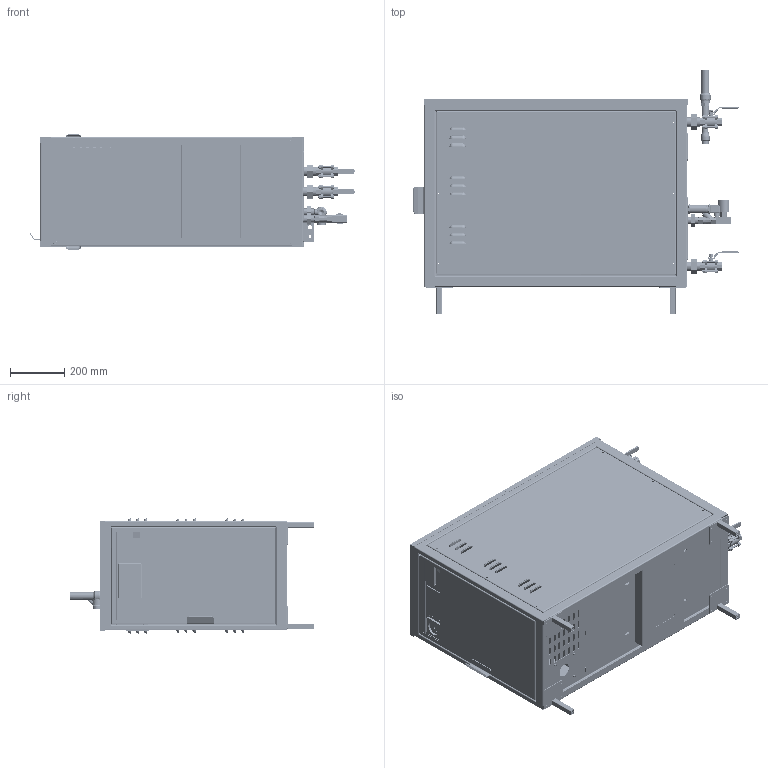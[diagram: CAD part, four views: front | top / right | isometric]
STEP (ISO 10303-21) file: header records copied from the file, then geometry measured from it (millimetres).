
FILE_DESCRIPTION (( 'STEP AP214' ), '1' );
FILE_NAME ('PS300 0-4bar komplett.STEP', '2020-03-10T06:50:54', ( '' ), ( '' ), 'SwSTEP 2.0', 'SolidWorks 2017', '' );
FILE_SCHEMA (( 'AUTOMOTIVE_DESIGN' ));
Length unit declared in the file: millimetre
Products named in the file (1): PS300 0-4bar komplett
Bounding box: 1200.45 x 900.4 x 425.02 mm (x, y, z)
Volume: 7921881 mm3; surface area: 8415799.4 mm2
Topology: 261 solids, 261 shells, 8607 faces, 21756 edges, 13846 vertices
Faces by surface type: plane 4998, cylinder 1980, bspline 1089, cone 365, torus 103, sphere 72
Entity records: 427601 total; most frequent: CARTESIAN_POINT 129873, ORIENTED_EDGE 43350, DIRECTION 37706, EDGE_CURVE 21675, VERTEX_POINT 13830, LINE 13440, VECTOR 13440, AXIS2_PLACEMENT_3D 12133
